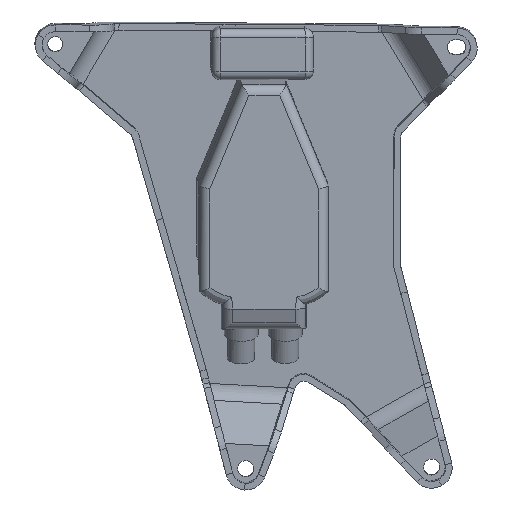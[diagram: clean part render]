
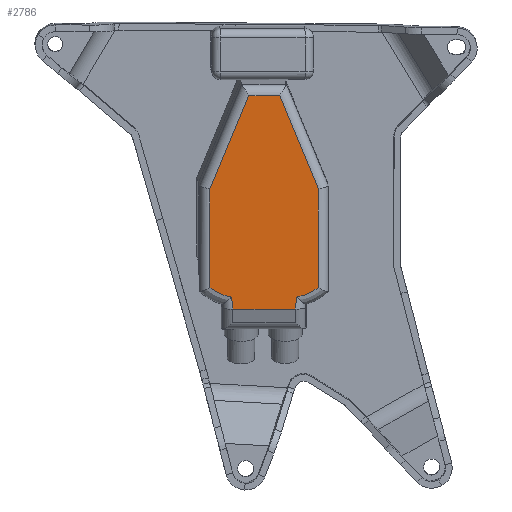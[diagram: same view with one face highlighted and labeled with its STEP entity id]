
A CAD part, front view. The second image highlights one B-rep face of the part: STEP entity #2786.
In plain terms, the highlighted face is planar.
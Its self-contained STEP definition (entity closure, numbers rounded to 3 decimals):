
#2276=CARTESIAN_POINT('Line Origine',(-32.,34.,-17.187)) ;
#2280=CARTESIAN_POINT('Vertex',(-32.,34.,-67.733)) ;
#2282=CARTESIAN_POINT('Vertex',(-32.,34.,-9.246)) ;
#2347=CARTESIAN_POINT('Vertex',(-9.117,34.,46.)) ;
#2350=CARTESIAN_POINT('Line Origine',(-21.724,34.,15.564)) ;
#2383=CARTESIAN_POINT('Vertex',(9.117,34.,46.)) ;
#2386=CARTESIAN_POINT('Line Origine',(-3.,34.,46.)) ;
#2422=CARTESIAN_POINT('Vertex',(32.,34.,-9.246)) ;
#2425=CARTESIAN_POINT('Line Origine',(22.324,34.,14.115)) ;
#2497=CARTESIAN_POINT('Vertex',(32.,34.,-67.717)) ;
#2500=CARTESIAN_POINT('Line Origine',(32.,34.,-14.187)) ;
#2709=CARTESIAN_POINT('Control Point',(-19.213,34.,-73.369)) ;
#2710=CARTESIAN_POINT('Control Point',(-21.977,34.,-72.824)) ;
#2711=CARTESIAN_POINT('Control Point',(-24.681,34.,-71.974)) ;
#2712=CARTESIAN_POINT('Control Point',(-27.28,34.,-70.828)) ;
#2713=CARTESIAN_POINT('Control Point',(-29.732,34.,-69.405)) ;
#2714=CARTESIAN_POINT('Control Point',(-32.,34.,-67.733)) ;
#2715=CARTESIAN_POINT('Vertex',(-19.213,34.,-73.369)) ;
#2737=CARTESIAN_POINT('Axis2P3D Location',(0.,34.,0.)) ;
#2743=CARTESIAN_POINT('Control Point',(19.209,34.,-73.374)) ;
#2744=CARTESIAN_POINT('Control Point',(21.853,34.,-72.849)) ;
#2745=CARTESIAN_POINT('Control Point',(24.442,34.,-72.046)) ;
#2746=CARTESIAN_POINT('Control Point',(26.936,34.,-70.972)) ;
#2747=CARTESIAN_POINT('Control Point',(29.407,34.,-69.581)) ;
#2748=CARTESIAN_POINT('Control Point',(31.699,34.,-67.937)) ;
#2749=CARTESIAN_POINT('Control Point',(31.8,34.,-67.864)) ;
#2750=CARTESIAN_POINT('Control Point',(31.9,34.,-67.791)) ;
#2751=CARTESIAN_POINT('Control Point',(32.,34.,-67.717)) ;
#2752=CARTESIAN_POINT('Vertex',(19.209,34.,-73.374)) ;
#2755=CARTESIAN_POINT('Line Origine',(18.848,34.,-76.875)) ;
#2759=CARTESIAN_POINT('Vertex',(18.487,34.,-80.375)) ;
#2762=CARTESIAN_POINT('Line Origine',(-0.001,34.,-80.375)) ;
#2766=CARTESIAN_POINT('Vertex',(-18.49,34.,-80.375)) ;
#2769=CARTESIAN_POINT('Line Origine',(-18.851,34.,-76.872)) ;
#2278=VECTOR('Line Direction',#2277,1.) ;
#2352=VECTOR('Line Direction',#2351,1.) ;
#2388=VECTOR('Line Direction',#2387,1.) ;
#2427=VECTOR('Line Direction',#2426,1.) ;
#2502=VECTOR('Line Direction',#2501,1.) ;
#2757=VECTOR('Line Direction',#2756,1.) ;
#2764=VECTOR('Line Direction',#2763,1.) ;
#2771=VECTOR('Line Direction',#2770,1.) ;
#2277=DIRECTION('Vector Direction',(0.,0.,-1.)) ;
#2351=DIRECTION('Vector Direction',(0.383,0.,0.924)) ;
#2387=DIRECTION('Vector Direction',(1.,0.,0.)) ;
#2426=DIRECTION('Vector Direction',(0.383,0.,-0.924)) ;
#2501=DIRECTION('Vector Direction',(0.,0.,1.)) ;
#2738=DIRECTION('Axis2P3D Direction',(0.,1.,-0.)) ;
#2739=DIRECTION('Axis2P3D XDirection',(-1.,0.,0.)) ;
#2756=DIRECTION('Vector Direction',(0.103,0.,0.995)) ;
#2763=DIRECTION('Vector Direction',(-1.,0.,0.)) ;
#2770=DIRECTION('Vector Direction',(-0.103,0.,0.995)) ;
#2740=AXIS2_PLACEMENT_3D('Plane Axis2P3D',#2737,#2738,#2739) ;
#2279=LINE('Line',#2276,#2278) ;
#2353=LINE('Line',#2350,#2352) ;
#2389=LINE('Line',#2386,#2388) ;
#2428=LINE('Line',#2425,#2427) ;
#2503=LINE('Line',#2500,#2502) ;
#2758=LINE('Line',#2755,#2757) ;
#2765=LINE('Line',#2762,#2764) ;
#2772=LINE('Line',#2769,#2771) ;
#2741=PLANE('',#2740) ;
#2284=EDGE_CURVE('',#2281,#2283,#2279,.F.) ;
#2354=EDGE_CURVE('',#2283,#2348,#2353,.T.) ;
#2390=EDGE_CURVE('',#2348,#2384,#2389,.T.) ;
#2429=EDGE_CURVE('',#2384,#2423,#2428,.T.) ;
#2504=EDGE_CURVE('',#2498,#2423,#2503,.T.) ;
#2717=EDGE_CURVE('',#2716,#2281,#2708,.T.) ;
#2754=EDGE_CURVE('',#2498,#2753,#2742,.F.) ;
#2761=EDGE_CURVE('',#2760,#2753,#2758,.T.) ;
#2768=EDGE_CURVE('',#2760,#2767,#2765,.T.) ;
#2773=EDGE_CURVE('',#2716,#2767,#2772,.F.) ;
#2775=ORIENTED_EDGE('',*,*,#2717,.T.) ;
#2776=ORIENTED_EDGE('',*,*,#2284,.T.) ;
#2777=ORIENTED_EDGE('',*,*,#2354,.T.) ;
#2778=ORIENTED_EDGE('',*,*,#2390,.T.) ;
#2779=ORIENTED_EDGE('',*,*,#2429,.T.) ;
#2780=ORIENTED_EDGE('',*,*,#2504,.F.) ;
#2781=ORIENTED_EDGE('',*,*,#2754,.T.) ;
#2782=ORIENTED_EDGE('',*,*,#2761,.F.) ;
#2783=ORIENTED_EDGE('',*,*,#2768,.T.) ;
#2784=ORIENTED_EDGE('',*,*,#2773,.F.) ;
#2774=EDGE_LOOP('',(#2775,#2776,#2777,#2778,#2779,#2780,#2781,#2782,#2783,#2784)) ;
#2281=VERTEX_POINT('',#2280) ;
#2283=VERTEX_POINT('',#2282) ;
#2348=VERTEX_POINT('',#2347) ;
#2384=VERTEX_POINT('',#2383) ;
#2423=VERTEX_POINT('',#2422) ;
#2498=VERTEX_POINT('',#2497) ;
#2716=VERTEX_POINT('',#2715) ;
#2753=VERTEX_POINT('',#2752) ;
#2760=VERTEX_POINT('',#2759) ;
#2767=VERTEX_POINT('',#2766) ;
#2786=ADVANCED_FACE('PartBody',(#2785),#2741,.T.) ;
#2708=B_SPLINE_CURVE_WITH_KNOTS('',5,(#2709,#2710,#2711,#2712,#2713,#2714),.UNSPECIFIED.,.F.,.U.,(6,6),(73.082,98.193),.UNSPECIFIED.) ;
#2742=B_SPLINE_CURVE_WITH_KNOTS('',5,(#2743,#2744,#2745,#2746,#2747,#2748,#2749,#2750,#2751),.UNSPECIFIED.,.F.,.U.,(6,3,6),(73.065,97.089,98.198),.UNSPECIFIED.) ;
#2785=FACE_OUTER_BOUND('',#2774,.T.) ;
